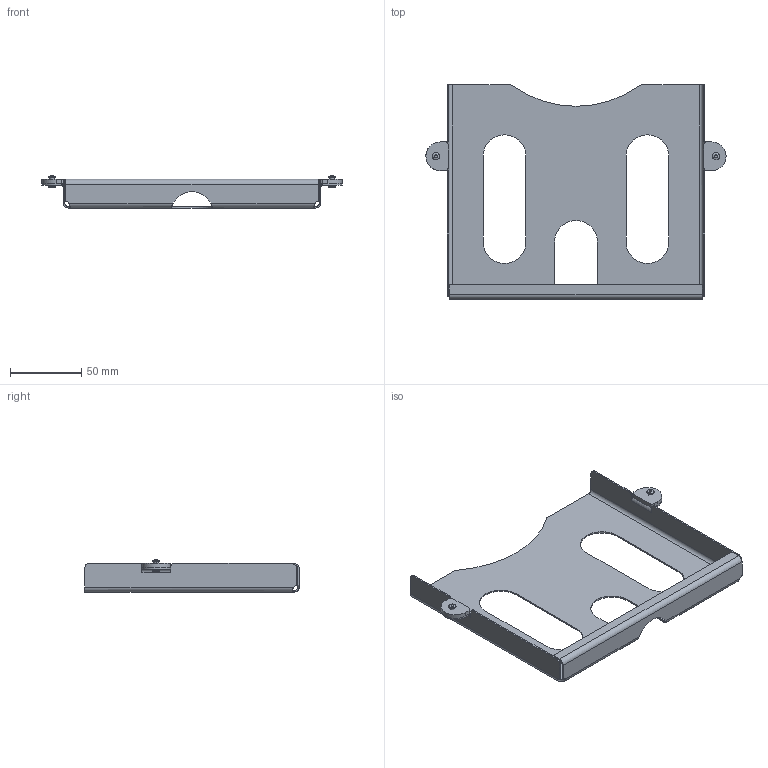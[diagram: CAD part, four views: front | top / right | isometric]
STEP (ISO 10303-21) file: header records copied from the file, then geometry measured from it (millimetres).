
FILE_DESCRIPTION(('CATIA V5 STEP Exchange','CAx-IF Rec.Pracs.--- Model Styling and Organization---1.4--- 2014-01-23'),'2;1');
FILE_NAME ('D1450299_1', '2019-02-21T09:39:44+00:00', ('none'), ('Weidmueller'), 'CATIA Version 5-6 Release 2016 SP3 HF44', 'CATIA V5 STEP AP214', 'none');
FILE_SCHEMA(('AUTOMOTIVE_DESIGN { 1 0 10303 214 1 1 1 1 }'));
Length unit declared in the file: millimetre
Products named in the file (1): 1252750000
Bounding box: 210 x 150 x 22.4 mm (x, y, z)
Volume: 31114.6 mm3; surface area: 61885.2 mm2
Topology: 5 solids, 5 shells, 159 faces, 381 edges, 234 vertices
Faces by surface type: plane 73, cylinder 66, torus 12, bspline 8
Entity records: 4842 total; most frequent: CARTESIAN_POINT 1257, ORIENTED_EDGE 762, DIRECTION 635, EDGE_CURVE 381, AXIS2_PLACEMENT_3D 285, VERTEX_POINT 234, VECTOR 203, LINE 203
